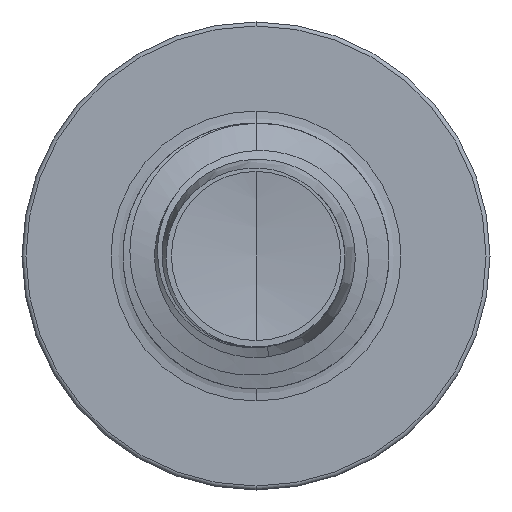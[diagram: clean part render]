
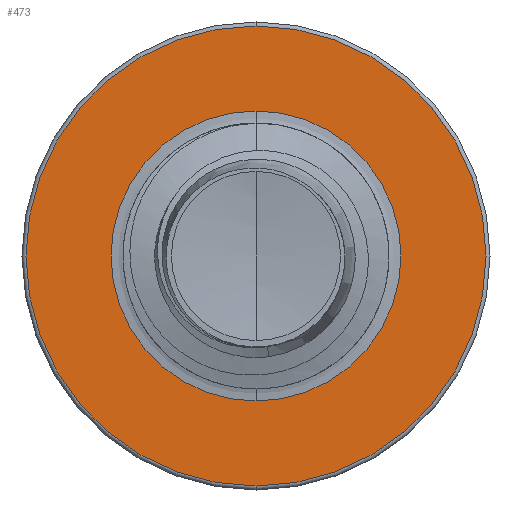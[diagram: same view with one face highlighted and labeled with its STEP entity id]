
A CAD part, front view. The second image highlights one B-rep face of the part: STEP entity #473.
In plain terms, the highlighted planar face has unit normal (0, -1, 0).
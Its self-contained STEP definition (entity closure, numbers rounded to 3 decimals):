
#73 = CARTESIAN_POINT ( 'NONE',  ( 0., 4.5, 0. ) ) ;
#473 = ADVANCED_FACE ( 'NONE', ( #10982, #3455 ), #3627, .F. ) ;
#615 = AXIS2_PLACEMENT_3D ( 'NONE', #9271, #2715, #10172 ) ;
#1524 = DIRECTION ( 'NONE',  ( 0., 0., 1. ) ) ;
#2673 = VERTEX_POINT ( 'NONE', #8689 ) ;
#2715 = DIRECTION ( 'NONE',  ( 0., 1., 0. ) ) ;
#2726 = AXIS2_PLACEMENT_3D ( 'NONE', #9280, #2729, #10184 ) ;
#2729 = DIRECTION ( 'NONE',  ( 0., 1., 0. ) ) ;
#2786 = CIRCLE ( 'NONE', #615, 1.363 ) ;
#2939 = EDGE_LOOP ( 'NONE', ( #10188, #3508 ) ) ;
#3287 = DIRECTION ( 'NONE',  ( 0., 1., 0. ) ) ;
#3455 = FACE_BOUND ( 'NONE', #11263, .T. ) ;
#3508 = ORIENTED_EDGE ( 'NONE', *, *, #11941, .F. ) ;
#3549 = VERTEX_POINT ( 'NONE', #6868 ) ;
#3627 = PLANE ( 'NONE',  #8434 ) ;
#3661 = VERTEX_POINT ( 'NONE', #6728 ) ;
#3826 = AXIS2_PLACEMENT_3D ( 'NONE', #73, #8379, #1524 ) ;
#4600 = DIRECTION ( 'NONE',  ( 0., 0., 1. ) ) ;
#5606 = CIRCLE ( 'NONE', #6414, 2.163 ) ;
#6414 = AXIS2_PLACEMENT_3D ( 'NONE', #11875, #6514, #13036 ) ;
#6514 = DIRECTION ( 'NONE',  ( 0., 1., 0. ) ) ;
#6728 = CARTESIAN_POINT ( 'NONE',  ( 0., 4.5, 2.163 ) ) ;
#6868 = CARTESIAN_POINT ( 'NONE',  ( 0., 4.5, -1.363 ) ) ;
#6999 = ORIENTED_EDGE ( 'NONE', *, *, #10591, .T. ) ;
#8379 = DIRECTION ( 'NONE',  ( 0., 1., 0. ) ) ;
#8434 = AXIS2_PLACEMENT_3D ( 'NONE', #8614, #3287, #4600 ) ;
#8614 = CARTESIAN_POINT ( 'NONE',  ( 0., 4.5, -1.363 ) ) ;
#8689 = CARTESIAN_POINT ( 'NONE',  ( 0., 4.5, -2.163 ) ) ;
#9028 = CIRCLE ( 'NONE', #3826, 2.163 ) ;
#9271 = CARTESIAN_POINT ( 'NONE',  ( 0., 4.5, 0. ) ) ;
#9280 = CARTESIAN_POINT ( 'NONE',  ( 0., 4.5, 0. ) ) ;
#10129 = EDGE_CURVE ( 'NONE', #3661, #2673, #9028, .T. ) ;
#10172 = DIRECTION ( 'NONE',  ( 0., 0., 1. ) ) ;
#10184 = DIRECTION ( 'NONE',  ( 0., 0., 1. ) ) ;
#10188 = ORIENTED_EDGE ( 'NONE', *, *, #10129, .F. ) ;
#10591 = EDGE_CURVE ( 'NONE', #3549, #13162, #12617, .T. ) ;
#10982 = FACE_OUTER_BOUND ( 'NONE', #2939, .T. ) ;
#11263 = EDGE_LOOP ( 'NONE', ( #11384, #6999 ) ) ;
#11384 = ORIENTED_EDGE ( 'NONE', *, *, #11918, .T. ) ;
#11875 = CARTESIAN_POINT ( 'NONE',  ( 0., 4.5, 0. ) ) ;
#11918 = EDGE_CURVE ( 'NONE', #13162, #3549, #2786, .T. ) ;
#11933 = CARTESIAN_POINT ( 'NONE',  ( 0., 4.5, 1.363 ) ) ;
#11941 = EDGE_CURVE ( 'NONE', #2673, #3661, #5606, .T. ) ;
#12617 = CIRCLE ( 'NONE', #2726, 1.363 ) ;
#13036 = DIRECTION ( 'NONE',  ( 0., 0., 1. ) ) ;
#13162 = VERTEX_POINT ( 'NONE', #11933 ) ;
